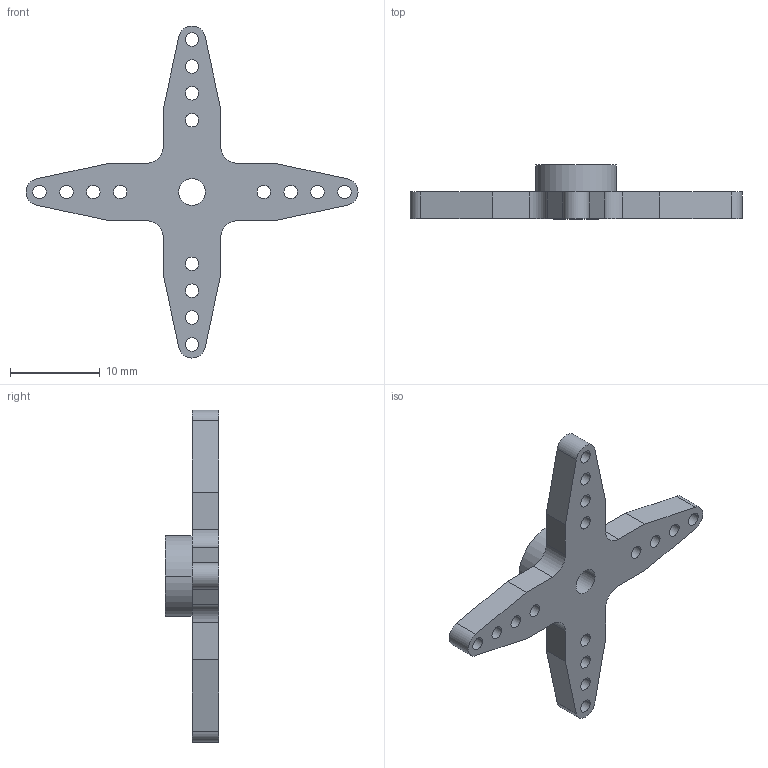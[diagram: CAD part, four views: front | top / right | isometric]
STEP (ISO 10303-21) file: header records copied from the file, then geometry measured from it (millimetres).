
FILE_DESCRIPTION((''),'2;1');
FILE_NAME('X_V4','2025-04-10T19:48:44',('quimg'),(''),'CREO PARAMETRIC BY PTC INC, 2024063','CREO PARAMETRIC BY PTC INC, 2024063','');
FILE_SCHEMA(('CONFIG_CONTROL_DESIGN'));
Length unit declared in the file: millimetre
Products named in the file (1): X_V4
Bounding box: 37 x 6 x 37 mm (x, y, z)
Volume: 1067.2 mm3; surface area: 1430.6 mm2
Topology: 1 solids, 1 shells, 66 faces, 186 edges, 124 vertices
Faces by surface type: cylinder 46, plane 20
Entity records: 2288 total; most frequent: DIRECTION 410, CARTESIAN_POINT 376, ORIENTED_EDGE 372, EDGE_CURVE 186, AXIS2_PLACEMENT_3D 158, VERTEX_POINT 124, EDGE_LOOP 102, VECTOR 94
